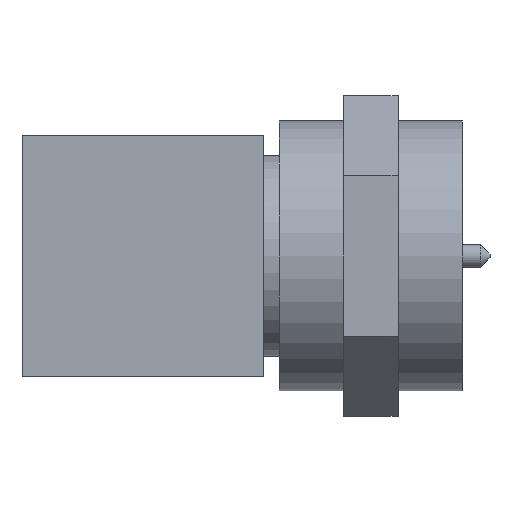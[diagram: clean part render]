
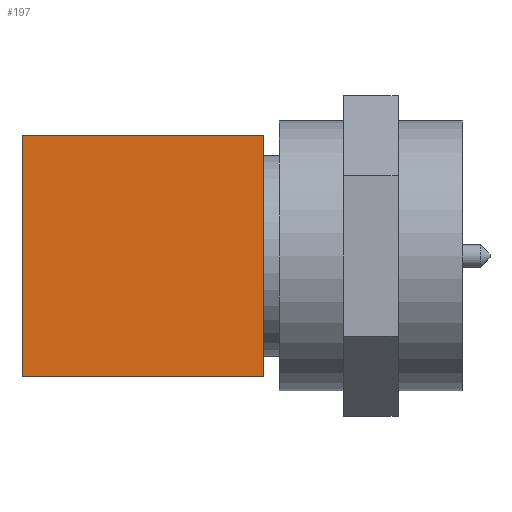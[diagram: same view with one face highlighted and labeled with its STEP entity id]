
A CAD part, front view. The second image highlights one B-rep face of the part: STEP entity #197.
In plain terms, the highlighted planar face has unit normal (0, -1, 0).
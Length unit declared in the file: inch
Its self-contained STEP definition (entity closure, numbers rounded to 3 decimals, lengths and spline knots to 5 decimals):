
#12 = VERTEX_POINT ( 'NONE', #1288 ) ;
#14 = EDGE_CURVE ( 'NONE', #12, #15, #1286, .T. ) ;
#15 = VERTEX_POINT ( 'NONE', #1482 ) ;
#163 = EDGE_CURVE ( 'NONE', #12, #192, #1642, .T. ) ;
#192 = VERTEX_POINT ( 'NONE', #1887 ) ;
#197 = ADVANCED_FACE ( 'NONE', ( #1876 ), #1698, .F. ) ;
#198 = EDGE_LOOP ( 'NONE', ( #199, #202, #204, #205 ) ) ;
#199 = ORIENTED_EDGE ( 'NONE', *, *, #200, .T. ) ;
#200 = EDGE_CURVE ( 'NONE', #192, #201, #1693, .T. ) ;
#201 = VERTEX_POINT ( 'NONE', #1689 ) ;
#202 = ORIENTED_EDGE ( 'NONE', *, *, #203, .F. ) ;
#203 = EDGE_CURVE ( 'NONE', #15, #201, #1688, .T. ) ;
#204 = ORIENTED_EDGE ( 'NONE', *, *, #14, .F. ) ;
#205 = ORIENTED_EDGE ( 'NONE', *, *, #163, .T. ) ;
#1283 = DIRECTION ( 'NONE',  ( 0., 0., -1. ) ) ;
#1284 = VECTOR ( 'NONE', #1283, 39.37008 ) ;
#1285 = CARTESIAN_POINT ( 'NONE',  ( 0.1875, -0.2425, 0.1875 ) ) ;
#1286 = LINE ( 'NONE', #1285, #1284 ) ;
#1288 = CARTESIAN_POINT ( 'NONE',  ( 0.1875, -0.2425, 0.1875 ) ) ;
#1482 = CARTESIAN_POINT ( 'NONE',  ( 0.1875, -0.2425, -0.1875 ) ) ;
#1640 = VECTOR ( 'NONE', #1663, 39.37008 ) ;
#1641 = CARTESIAN_POINT ( 'NONE',  ( 0.1875, -0.2425, 0.1875 ) ) ;
#1642 = LINE ( 'NONE', #1641, #1640 ) ;
#1663 = DIRECTION ( 'NONE',  ( -1., 0., 0. ) ) ;
#1685 = DIRECTION ( 'NONE',  ( -1., 0., 0. ) ) ;
#1686 = VECTOR ( 'NONE', #1685, 39.37008 ) ;
#1687 = CARTESIAN_POINT ( 'NONE',  ( 0.1875, -0.2425, -0.1875 ) ) ;
#1688 = LINE ( 'NONE', #1687, #1686 ) ;
#1689 = CARTESIAN_POINT ( 'NONE',  ( -0.1875, -0.2425, -0.1875 ) ) ;
#1690 = DIRECTION ( 'NONE',  ( 0., 0., -1. ) ) ;
#1691 = VECTOR ( 'NONE', #1690, 39.37008 ) ;
#1692 = CARTESIAN_POINT ( 'NONE',  ( -0.1875, -0.2425, 0.1875 ) ) ;
#1693 = LINE ( 'NONE', #1692, #1691 ) ;
#1694 = DIRECTION ( 'NONE',  ( 0., 0., 1. ) ) ;
#1695 = DIRECTION ( 'NONE',  ( 0., 1., 0. ) ) ;
#1696 = CARTESIAN_POINT ( 'NONE',  ( 0.1875, -0.2425, 0.1875 ) ) ;
#1697 = AXIS2_PLACEMENT_3D ( 'NONE', #1696, #1695, #1694 ) ;
#1698 = PLANE ( 'NONE',  #1697 ) ;
#1876 = FACE_OUTER_BOUND ( 'NONE', #198, .T. ) ;
#1887 = CARTESIAN_POINT ( 'NONE',  ( -0.1875, -0.2425, 0.1875 ) ) ;
